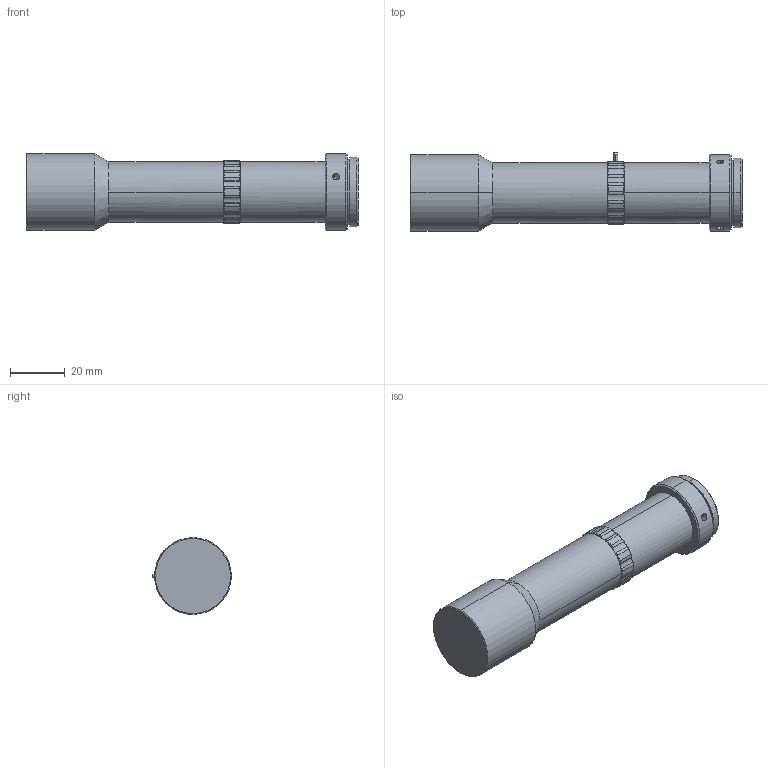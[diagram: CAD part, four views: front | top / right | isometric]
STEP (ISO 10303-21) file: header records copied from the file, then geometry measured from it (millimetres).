
FILE_DESCRIPTION (( 'STEP AP203' ), '1' );
FILE_NAME ('WWH08-130AT-G.STEP', '2018-11-26T01:12:54', ( '' ), ( '' ), 'SwSTEP 2.0', 'SolidWorks 2012', '' );
FILE_SCHEMA (( 'CONFIG_CONTROL_DESIGN' ));
Length unit declared in the file: millimetre
Products named in the file (1): WWH08-130AT-G
Bounding box: 121.1 x 28.69 x 28 mm (x, y, z)
Volume: 54911.5 mm3; surface area: 10779.9 mm2
Topology: 2 solids, 2 shells, 142 faces, 368 edges, 230 vertices
Faces by surface type: cylinder 68, cone 39, plane 35
Entity records: 4658 total; most frequent: CARTESIAN_POINT 1075, DIRECTION 799, ORIENTED_EDGE 724, EDGE_CURVE 362, AXIS2_PLACEMENT_3D 352, VERTEX_POINT 230, CIRCLE 209, EDGE_LOOP 148
